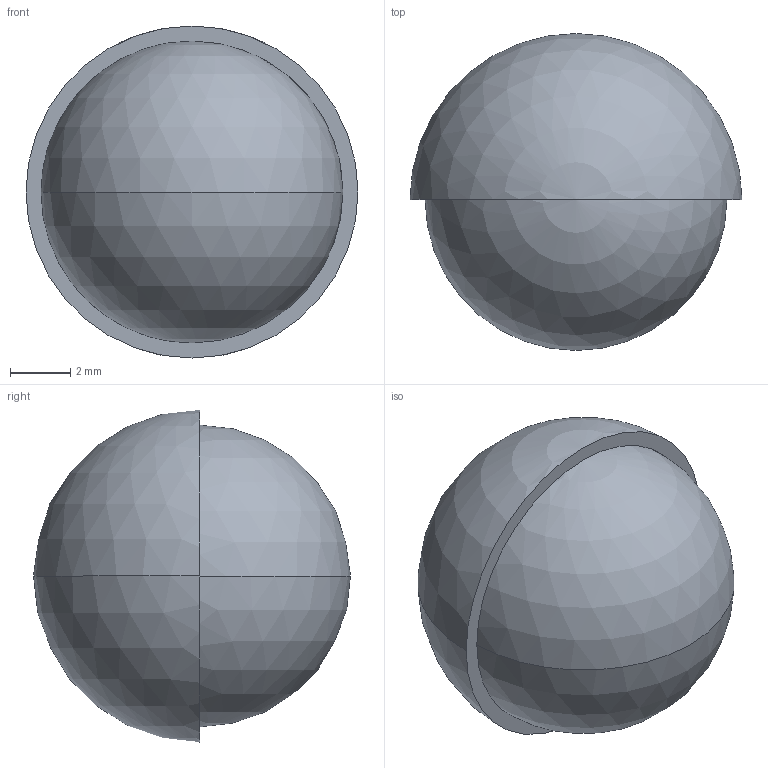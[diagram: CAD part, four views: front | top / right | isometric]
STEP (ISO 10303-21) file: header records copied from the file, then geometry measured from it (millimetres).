
FILE_DESCRIPTION (( 'STEP AP214' ), '1' );
FILE_NAME ('rotula_esfera.STEP', '2019-08-06T20:33:14', ( '' ), ( '' ), 'SwSTEP 2.0', 'SolidWorks 2015', '' );
FILE_SCHEMA (( 'AUTOMOTIVE_DESIGN' ));
Length unit declared in the file: millimetre
Products named in the file (3): rotula_esfera; esfera; rotula
Assembly tree (2 placements, depth 2):
  rotula_esfera
    rotula
    esfera
Bounding box: 11 x 10.5 x 11 mm (x, y, z)
Volume: 610.3 mm3; surface area: 677.8 mm2
Topology: 2 solids, 2 shells, 7 faces, 23 edges, 15 vertices
Faces by surface type: sphere 6, plane 1
Entity records: 276 total; most frequent: DIRECTION 44, CARTESIAN_POINT 30, AXIS2_PLACEMENT_3D 22, ORIENTED_EDGE 20, EDGE_CURVE 10, CIRCLE 10, EDGE_LOOP 8, VERTEX_POINT 8
